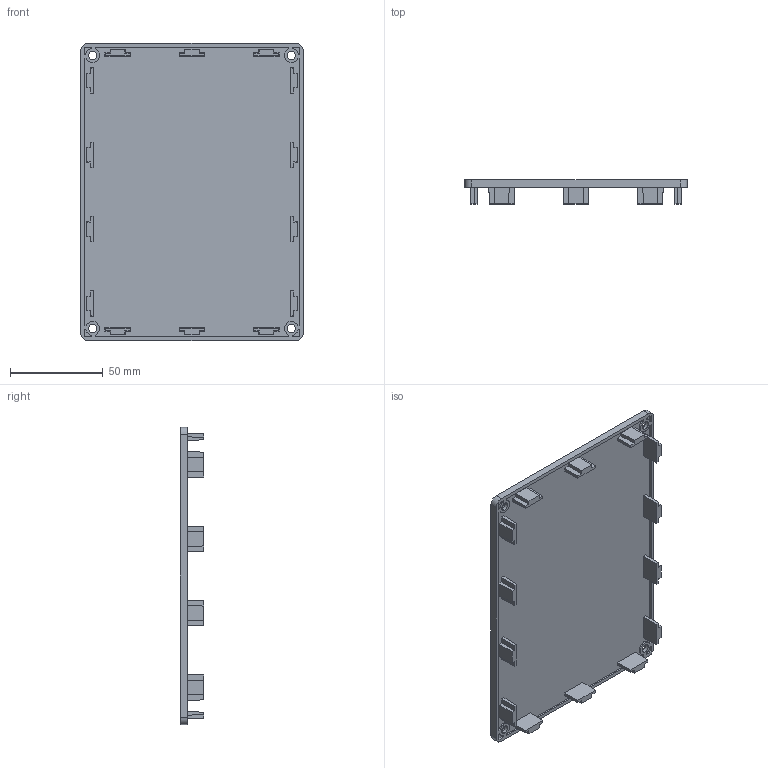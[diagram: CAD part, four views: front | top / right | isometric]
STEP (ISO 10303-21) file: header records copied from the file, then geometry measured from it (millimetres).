
FILE_DESCRIPTION (( 'STEP AP203' ), '1' );
FILE_NAME ('201120160_c_1.STEP', '2022-12-09T05:13:03', ( '' ), ( '' ), 'SwSTEP 2.0', 'SolidWorks 2014', '' );
FILE_SCHEMA (( 'CONFIG_CONTROL_DESIGN' ));
Length unit declared in the file: millimetre
Products named in the file (1): 201120160_c_1
Bounding box: 120 x 12.8 x 160 mm (x, y, z)
Volume: 63485 mm3; surface area: 46050.4 mm2
Topology: 1 solids, 1 shells, 199 faces, 522 edges, 348 vertices
Faces by surface type: plane 169, cylinder 30
Entity records: 6149 total; most frequent: CARTESIAN_POINT 1070, ORIENTED_EDGE 1044, DIRECTION 982, EDGE_CURVE 522, LINE 462, VECTOR 462, VERTEX_POINT 348, AXIS2_PLACEMENT_3D 260
